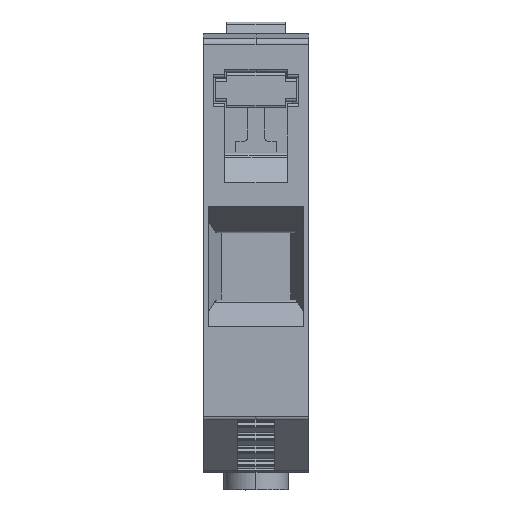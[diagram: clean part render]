
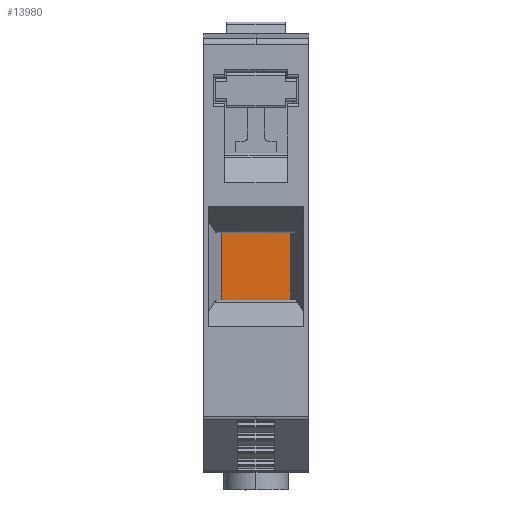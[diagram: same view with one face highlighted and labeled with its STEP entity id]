
A CAD part, left-side view. The second image highlights one B-rep face of the part: STEP entity #13980.
In plain terms, the highlighted planar face has unit normal (-1, 0, 0).
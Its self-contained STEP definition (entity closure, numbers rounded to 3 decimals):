
#100 = ORIENTED_EDGE ( 'NONE', *, *, #2773, .F. ) ;
#113 = ORIENTED_EDGE ( 'NONE', *, *, #2818, .F. ) ;
#122 = ORIENTED_EDGE ( 'NONE', *, *, #2802, .F. ) ;
#182 = ORIENTED_EDGE ( 'NONE', *, *, #2765, .F. ) ;
#1723 = VECTOR ( 'NONE', #19292, 1000. ) ;
#1725 = VECTOR ( 'NONE', #3401, 1000. ) ;
#1728 = VECTOR ( 'NONE', #20109, 1000. ) ;
#1772 = VECTOR ( 'NONE', #3512, 1000. ) ;
#2765 = EDGE_CURVE ( 'NONE', #21759, #21753, #20045, .T. ) ;
#2773 = EDGE_CURVE ( 'NONE', #21742, #21759, #20108, .T. ) ;
#2802 = EDGE_CURVE ( 'NONE', #21753, #21736, #3437, .T. ) ;
#2818 = EDGE_CURVE ( 'NONE', #21736, #21742, #3547, .T. ) ;
#3401 = DIRECTION ( 'NONE',  ( 0., 0., -1. ) ) ;
#3431 = CARTESIAN_POINT ( 'NONE',  ( 77.04, 44.175, 45.016 ) ) ;
#3437 = LINE ( 'NONE', #3431, #1725 ) ;
#3512 = DIRECTION ( 'NONE',  ( 0., 1., 0. ) ) ;
#3547 = LINE ( 'NONE', #3553, #1772 ) ;
#3553 = CARTESIAN_POINT ( 'NONE',  ( 77.04, 44.475, 29.47 ) ) ;
#6397 = CARTESIAN_POINT ( 'NONE',  ( 77.04, 44.175, 29.47 ) ) ;
#6404 = CARTESIAN_POINT ( 'NONE',  ( 77.04, 55.975, 40.97 ) ) ;
#6419 = CARTESIAN_POINT ( 'NONE',  ( 77.04, 44.175, 40.97 ) ) ;
#6425 = CARTESIAN_POINT ( 'NONE',  ( 77.04, 55.975, 29.47 ) ) ;
#10292 = AXIS2_PLACEMENT_3D ( 'NONE', #11658, #11659, #11602 ) ;
#11602 = DIRECTION ( 'NONE',  ( 0., 0., 1. ) ) ;
#11614 = PLANE ( 'NONE',  #10292 ) ;
#11644 = FACE_OUTER_BOUND ( 'NONE', #21058, .T. ) ;
#11658 = CARTESIAN_POINT ( 'NONE',  ( 77.04, -12.336, 8.946 ) ) ;
#11659 = DIRECTION ( 'NONE',  ( -1., 0., 0. ) ) ;
#13980 = ADVANCED_FACE ( 'NONE', ( #11644 ), #11614, .T. ) ;
#19168 = CARTESIAN_POINT ( 'NONE',  ( 77.04, 55.975, 45.016 ) ) ;
#19292 = DIRECTION ( 'NONE',  ( 0., 0., 1. ) ) ;
#20045 = LINE ( 'NONE', #20101, #1728 ) ;
#20101 = CARTESIAN_POINT ( 'NONE',  ( 77.04, 33.087, 40.97 ) ) ;
#20108 = LINE ( 'NONE', #19168, #1723 ) ;
#20109 = DIRECTION ( 'NONE',  ( 0., -1., 0. ) ) ;
#21058 = EDGE_LOOP ( 'NONE', ( #182, #100, #113, #122 ) ) ;
#21736 = VERTEX_POINT ( 'NONE', #6397 ) ;
#21742 = VERTEX_POINT ( 'NONE', #6425 ) ;
#21753 = VERTEX_POINT ( 'NONE', #6419 ) ;
#21759 = VERTEX_POINT ( 'NONE', #6404 ) ;
